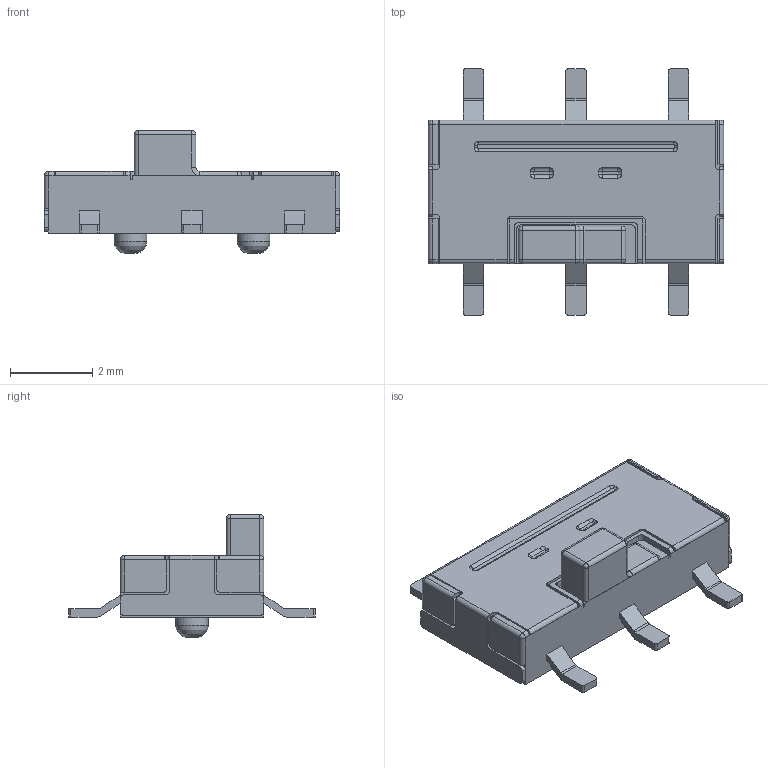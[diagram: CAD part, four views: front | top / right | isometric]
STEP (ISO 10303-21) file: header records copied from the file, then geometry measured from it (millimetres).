
FILE_DESCRIPTION(/* description */ (''),/* implementation_level */ '2;1');
FILE_NAME(/* name */ '1.stp',/* time_stamp */ '2020-06-04T22:46:15+02:00',/* author */ ('k'),/* organization */ (''),/* preprocessor_version */ 'ST-DEVELOPER v15.6',/* originating_system */ 'Autodesk Inventor 2015',/* authorisation */ '');
FILE_SCHEMA (('CONFIG_CONTROL_DESIGN','AUTOMOTIVE_DESIGN { 1 0 10303 214 3 1 1 }'));
Length unit declared in the file: millimetre
Products named in the file (8): 1; 2; 3; 4; 5; 3_MIR; C&K Logo
Bounding box: 7.2 x 6 x 3 mm (x, y, z)
Volume: 40 mm3; surface area: 162.1 mm2
Topology: 14 solids, 14 shells, 356 faces, 925 edges, 602 vertices
Faces by surface type: plane 169, cylinder 95, bspline 80, sphere 10, torus 2
Full cylindrical faces by diameter (mm): 0.8 x2
Entity records: 11525 total; most frequent: CARTESIAN_POINT 2912, ORIENTED_EDGE 1846, DIRECTION 1593, EDGE_CURVE 923, VERTEX_POINT 602, LINE 563, VECTOR 563, AXIS2_PLACEMENT_3D 515
